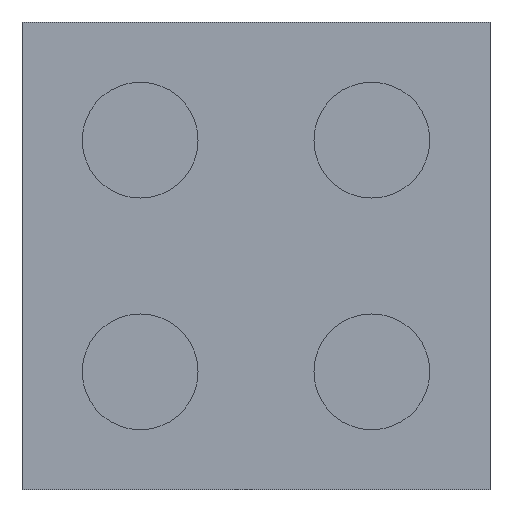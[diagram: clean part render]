
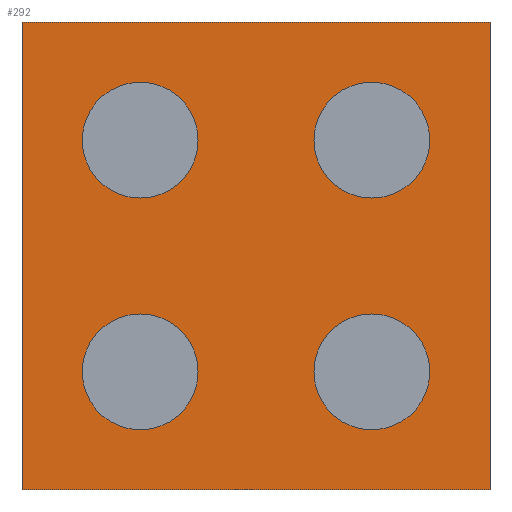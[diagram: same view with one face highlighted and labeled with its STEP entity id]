
A CAD part, front view. The second image highlights one B-rep face of the part: STEP entity #292.
In plain terms, the highlighted planar face has unit normal (0, -1, 0).
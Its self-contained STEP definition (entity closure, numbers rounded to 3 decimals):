
#32=LINE('',#537,#44);
#35=LINE('',#543,#47);
#38=LINE('',#549,#50);
#41=LINE('',#554,#53);
#44=VECTOR('',#442,1000.);
#47=VECTOR('',#447,1000.);
#50=VECTOR('',#452,1000.);
#53=VECTOR('',#457,1000.);
#62=PLANE('',#380);
#100=ORIENTED_EDGE('',*,*,#129,.T.);
#101=ORIENTED_EDGE('',*,*,#131,.T.);
#102=ORIENTED_EDGE('',*,*,#133,.T.);
#103=ORIENTED_EDGE('',*,*,#135,.T.);
#104=ORIENTED_EDGE('',*,*,#138,.F.);
#105=ORIENTED_EDGE('',*,*,#147,.F.);
#106=ORIENTED_EDGE('',*,*,#144,.F.);
#107=ORIENTED_EDGE('',*,*,#141,.F.);
#129=EDGE_CURVE('',#157,#157,#181,.T.);
#131=EDGE_CURVE('',#159,#159,#183,.T.);
#133=EDGE_CURVE('',#161,#161,#185,.T.);
#135=EDGE_CURVE('',#163,#163,#187,.T.);
#138=EDGE_CURVE('',#166,#167,#32,.T.);
#141=EDGE_CURVE('',#167,#169,#35,.T.);
#144=EDGE_CURVE('',#169,#171,#38,.T.);
#147=EDGE_CURVE('',#171,#166,#41,.T.);
#157=VERTEX_POINT('',#511);
#159=VERTEX_POINT('',#517);
#161=VERTEX_POINT('',#523);
#163=VERTEX_POINT('',#529);
#166=VERTEX_POINT('',#536);
#167=VERTEX_POINT('',#538);
#169=VERTEX_POINT('',#544);
#171=VERTEX_POINT('',#550);
#181=CIRCLE('',#362,0.125);
#183=CIRCLE('',#366,0.125);
#185=CIRCLE('',#370,0.125);
#187=CIRCLE('',#374,0.125);
#212=EDGE_LOOP('',(#100));
#213=EDGE_LOOP('',(#101));
#214=EDGE_LOOP('',(#102));
#215=EDGE_LOOP('',(#103));
#216=EDGE_LOOP('',(#104,#105,#106,#107));
#250=FACE_BOUND('',#212,.T.);
#251=FACE_BOUND('',#213,.T.);
#252=FACE_BOUND('',#214,.T.);
#253=FACE_BOUND('',#215,.T.);
#254=FACE_BOUND('',#216,.T.);
#292=ADVANCED_FACE('',(#250,#251,#252,#253,#254),#62,.F.);
#362=AXIS2_PLACEMENT_3D('',#510,#410,#411);
#366=AXIS2_PLACEMENT_3D('',#516,#418,#419);
#370=AXIS2_PLACEMENT_3D('',#522,#426,#427);
#374=AXIS2_PLACEMENT_3D('',#528,#434,#435);
#380=AXIS2_PLACEMENT_3D('',#555,#458,#459);
#410=DIRECTION('',(0.,1.,0.));
#411=DIRECTION('',(0.,0.,1.));
#418=DIRECTION('',(0.,1.,0.));
#419=DIRECTION('',(0.,0.,1.));
#426=DIRECTION('',(0.,1.,0.));
#427=DIRECTION('',(0.,0.,1.));
#434=DIRECTION('',(0.,1.,0.));
#435=DIRECTION('',(0.,0.,1.));
#442=DIRECTION('',(0.,0.,-1.));
#447=DIRECTION('',(-1.,0.,0.));
#452=DIRECTION('',(0.,0.,1.));
#457=DIRECTION('',(1.,0.,0.));
#458=DIRECTION('',(0.,1.,0.));
#459=DIRECTION('',(0.,0.,1.));
#510=CARTESIAN_POINT('',(-0.25,-0.12,-0.25));
#511=CARTESIAN_POINT('',(-0.25,-0.12,-0.125));
#516=CARTESIAN_POINT('',(0.25,-0.12,-0.25));
#517=CARTESIAN_POINT('',(0.25,-0.12,-0.125));
#522=CARTESIAN_POINT('',(0.25,-0.12,0.25));
#523=CARTESIAN_POINT('',(0.25,-0.12,0.375));
#528=CARTESIAN_POINT('',(-0.25,-0.12,0.25));
#529=CARTESIAN_POINT('',(-0.25,-0.12,0.375));
#536=CARTESIAN_POINT('',(0.505,-0.12,0.505));
#537=CARTESIAN_POINT('',(0.505,-0.12,0.505));
#538=CARTESIAN_POINT('',(0.505,-0.12,-0.505));
#543=CARTESIAN_POINT('',(0.505,-0.12,-0.505));
#544=CARTESIAN_POINT('',(-0.505,-0.12,-0.505));
#549=CARTESIAN_POINT('',(-0.505,-0.12,-0.505));
#550=CARTESIAN_POINT('',(-0.505,-0.12,0.505));
#554=CARTESIAN_POINT('',(-0.505,-0.12,0.505));
#555=CARTESIAN_POINT('',(0.,-0.12,0.));
